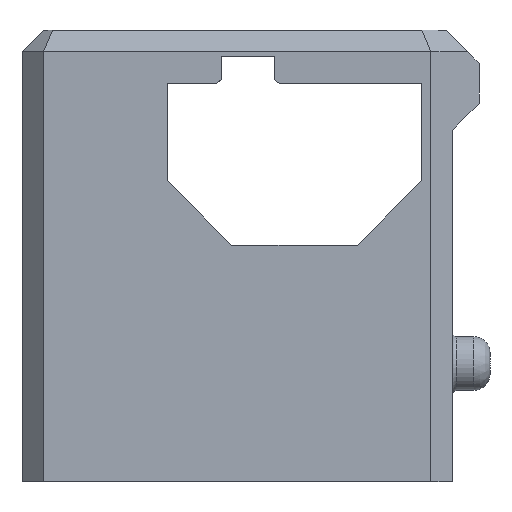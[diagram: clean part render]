
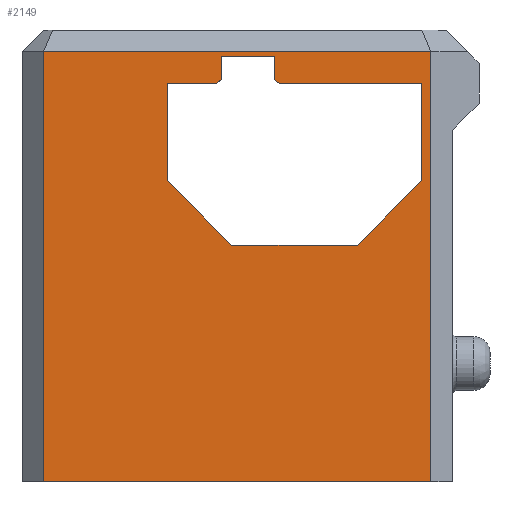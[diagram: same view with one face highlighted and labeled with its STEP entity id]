
A CAD part, left-side view. The second image highlights one B-rep face of the part: STEP entity #2149.
In plain terms, the highlighted planar face has unit normal (-1, 0, 0).
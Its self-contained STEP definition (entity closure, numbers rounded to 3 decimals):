
#59=FACE_BOUND('',#329,.T.);
#102=PLANE('',#2322);
#207=FACE_OUTER_BOUND('',#328,.T.);
#328=EDGE_LOOP('',(#1758,#1759,#1760,#1761));
#329=EDGE_LOOP('',(#1762,#1763,#1764,#1765,#1766,#1767,#1768,#1769,#1770,
#1771,#1772,#1773));
#475=LINE('',#3183,#726);
#539=LINE('',#3423,#790);
#541=LINE('',#3429,#792);
#542=LINE('',#3431,#793);
#543=LINE('',#3433,#794);
#544=LINE('',#3434,#795);
#545=LINE('',#3436,#796);
#546=LINE('',#3438,#797);
#547=LINE('',#3440,#798);
#548=LINE('',#3442,#799);
#549=LINE('',#3444,#800);
#550=LINE('',#3446,#801);
#551=LINE('',#3448,#802);
#552=LINE('',#3450,#803);
#553=LINE('',#3452,#804);
#554=LINE('',#3453,#805);
#726=VECTOR('',#2559,10.);
#790=VECTOR('',#2731,10.);
#792=VECTOR('',#2737,10.);
#793=VECTOR('',#2738,10.);
#794=VECTOR('',#2739,10.);
#795=VECTOR('',#2740,10.);
#796=VECTOR('',#2741,10.);
#797=VECTOR('',#2742,10.);
#798=VECTOR('',#2743,10.);
#799=VECTOR('',#2744,10.);
#800=VECTOR('',#2745,10.);
#801=VECTOR('',#2746,10.);
#802=VECTOR('',#2747,10.);
#803=VECTOR('',#2748,10.);
#804=VECTOR('',#2749,10.);
#805=VECTOR('',#2750,10.);
#1020=VERTEX_POINT('',#3180);
#1021=VERTEX_POINT('',#3182);
#1095=VERTEX_POINT('',#3421);
#1096=VERTEX_POINT('',#3427);
#1097=VERTEX_POINT('',#3428);
#1098=VERTEX_POINT('',#3430);
#1099=VERTEX_POINT('',#3432);
#1100=VERTEX_POINT('',#3435);
#1101=VERTEX_POINT('',#3437);
#1102=VERTEX_POINT('',#3439);
#1103=VERTEX_POINT('',#3441);
#1104=VERTEX_POINT('',#3443);
#1105=VERTEX_POINT('',#3445);
#1106=VERTEX_POINT('',#3447);
#1107=VERTEX_POINT('',#3449);
#1108=VERTEX_POINT('',#3451);
#1245=EDGE_CURVE('',#1021,#1020,#475,.T.);
#1347=EDGE_CURVE('',#1095,#1020,#539,.T.);
#1349=EDGE_CURVE('',#1096,#1097,#541,.T.);
#1350=EDGE_CURVE('',#1098,#1096,#542,.T.);
#1351=EDGE_CURVE('',#1099,#1098,#543,.T.);
#1352=EDGE_CURVE('',#1097,#1099,#544,.T.);
#1353=EDGE_CURVE('',#1095,#1100,#545,.T.);
#1354=EDGE_CURVE('',#1100,#1101,#546,.T.);
#1355=EDGE_CURVE('',#1101,#1102,#547,.T.);
#1356=EDGE_CURVE('',#1103,#1102,#548,.T.);
#1357=EDGE_CURVE('',#1103,#1104,#549,.T.);
#1358=EDGE_CURVE('',#1104,#1105,#550,.T.);
#1359=EDGE_CURVE('',#1106,#1105,#551,.T.);
#1360=EDGE_CURVE('',#1106,#1107,#552,.T.);
#1361=EDGE_CURVE('',#1108,#1107,#553,.T.);
#1362=EDGE_CURVE('',#1108,#1021,#554,.T.);
#1758=ORIENTED_EDGE('',*,*,#1349,.F.);
#1759=ORIENTED_EDGE('',*,*,#1350,.F.);
#1760=ORIENTED_EDGE('',*,*,#1351,.F.);
#1761=ORIENTED_EDGE('',*,*,#1352,.F.);
#1762=ORIENTED_EDGE('',*,*,#1347,.F.);
#1763=ORIENTED_EDGE('',*,*,#1353,.T.);
#1764=ORIENTED_EDGE('',*,*,#1354,.T.);
#1765=ORIENTED_EDGE('',*,*,#1355,.T.);
#1766=ORIENTED_EDGE('',*,*,#1356,.F.);
#1767=ORIENTED_EDGE('',*,*,#1357,.T.);
#1768=ORIENTED_EDGE('',*,*,#1358,.T.);
#1769=ORIENTED_EDGE('',*,*,#1359,.F.);
#1770=ORIENTED_EDGE('',*,*,#1360,.T.);
#1771=ORIENTED_EDGE('',*,*,#1361,.F.);
#1772=ORIENTED_EDGE('',*,*,#1362,.T.);
#1773=ORIENTED_EDGE('',*,*,#1245,.T.);
#2149=ADVANCED_FACE('',(#207,#59),#102,.T.);
#2322=AXIS2_PLACEMENT_3D('',#3426,#2735,#2736);
#2559=DIRECTION('',(0.,-1.,0.));
#2731=DIRECTION('',(0.,0.707,-0.707));
#2735=DIRECTION('center_axis',(-1.,0.,0.));
#2736=DIRECTION('ref_axis',(0.,1.,0.));
#2737=DIRECTION('',(0.,-1.,0.));
#2738=DIRECTION('',(0.,0.,1.));
#2739=DIRECTION('',(0.,1.,0.));
#2740=DIRECTION('',(0.,0.,-1.));
#2741=DIRECTION('',(0.,0.,1.));
#2742=DIRECTION('',(0.,-1.,0.));
#2743=DIRECTION('',(0.,0.,-1.));
#2744=DIRECTION('',(0.,0.707,0.707));
#2745=DIRECTION('',(0.,-1.,0.));
#2746=DIRECTION('',(0.,0.,-1.));
#2747=DIRECTION('',(0.,-0.707,0.707));
#2748=DIRECTION('',(0.,1.,0.));
#2749=DIRECTION('',(0.,-0.707,-0.707));
#2750=DIRECTION('',(0.,0.,1.));
#3180=CARTESIAN_POINT('',(17.5,1.9,-45.));
#3182=CARTESIAN_POINT('',(17.5,6.5,-45.));
#3183=CARTESIAN_POINT('',(17.5,-18.586,-45.));
#3421=CARTESIAN_POINT('',(17.5,1.5,-44.6));
#3423=CARTESIAN_POINT('',(17.5,-4.925,-38.175));
#3426=CARTESIAN_POINT('Origin',(17.5,-20.,-40.));
#3427=CARTESIAN_POINT('',(17.5,18.,-42.));
#3428=CARTESIAN_POINT('',(17.5,-18.,-42.));
#3429=CARTESIAN_POINT('',(17.5,-10.,-42.));
#3430=CARTESIAN_POINT('',(17.5,18.,-82.));
#3431=CARTESIAN_POINT('',(17.5,18.,-40.));
#3432=CARTESIAN_POINT('',(17.5,-18.,-82.));
#3433=CARTESIAN_POINT('',(17.5,20.,-82.));
#3434=CARTESIAN_POINT('',(17.5,-18.,-40.));
#3435=CARTESIAN_POINT('',(17.5,1.5,-42.5));
#3436=CARTESIAN_POINT('',(17.5,1.5,-42.5));
#3437=CARTESIAN_POINT('',(17.5,-3.5,-42.5));
#3438=CARTESIAN_POINT('',(17.5,-11.188,-42.5));
#3439=CARTESIAN_POINT('',(17.5,-3.5,-44.6));
#3440=CARTESIAN_POINT('',(17.5,-3.5,-42.5));
#3441=CARTESIAN_POINT('',(17.5,-3.9,-45.));
#3442=CARTESIAN_POINT('',(17.5,-6.575,-47.675));
#3443=CARTESIAN_POINT('',(17.5,-17.172,-45.));
#3444=CARTESIAN_POINT('',(17.5,-18.586,-45.));
#3445=CARTESIAN_POINT('',(17.5,-17.172,-54.));
#3446=CARTESIAN_POINT('',(17.5,-17.172,-50.));
#3447=CARTESIAN_POINT('',(17.5,-11.172,-60.));
#3448=CARTESIAN_POINT('',(17.5,-19.879,-51.293));
#3449=CARTESIAN_POINT('',(17.5,0.5,-60.));
#3450=CARTESIAN_POINT('',(17.5,-6.75,-60.));
#3451=CARTESIAN_POINT('',(17.5,6.5,-54.));
#3452=CARTESIAN_POINT('',(17.5,1.875,-58.625));
#3453=CARTESIAN_POINT('',(17.5,6.5,-42.5));
